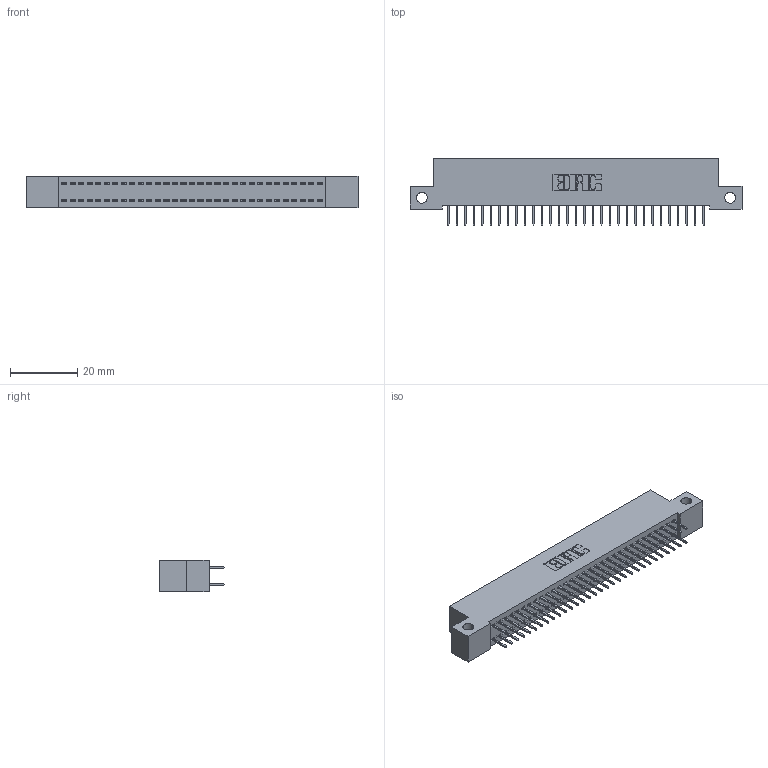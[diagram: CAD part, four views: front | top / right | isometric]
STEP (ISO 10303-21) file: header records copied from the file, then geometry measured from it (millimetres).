
FILE_DESCRIPTION (( 'STEP AP203' ), '1' );
FILE_NAME ('392-062-524-212.STEP', '2018-08-17T21:03:24', ( '' ), ( '' ), 'SwSTEP 2.0', 'SolidWorks 2016', '' );
FILE_SCHEMA (( 'CONFIG_CONTROL_DESIGN' ));
Length unit declared in the file: inch
Products named in the file (3): 342 Part_Side Mount; 345-292-001_345-293-124; 392-062-524-212
Assembly tree (63 placements, depth 2):
  392-062-524-212
    342 Part_Side Mount
    345-292-001_345-293-124  x62
Bounding box: 99.06 x 19.69 x 9.4 mm (x, y, z)
Volume: 8680.7 mm3; surface area: 13455.1 mm2
Topology: 63 solids, 63 shells, 3582 faces, 10157 edges, 6522 vertices
Faces by surface type: plane 2670, cylinder 912
Entity records: 21311 total; most frequent: CARTESIAN_POINT 3542, ORIENTED_EDGE 3478, DIRECTION 3047, EDGE_CURVE 1739, VECTOR 1615, LINE 1615, VERTEX_POINT 1154, AXIS2_PLACEMENT_3D 716
